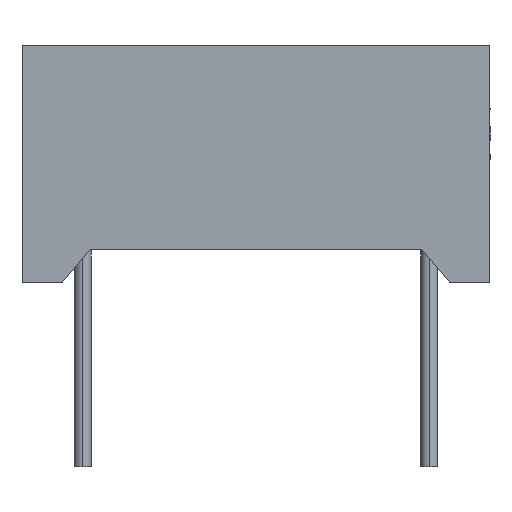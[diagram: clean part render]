
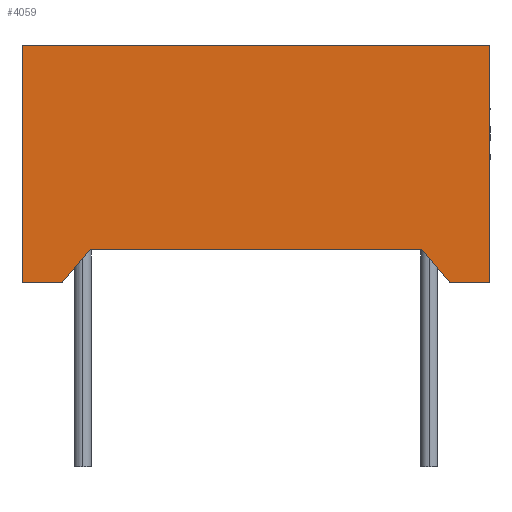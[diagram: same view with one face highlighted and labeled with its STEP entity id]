
A CAD part, left-side view. The second image highlights one B-rep face of the part: STEP entity #4059.
In plain terms, the highlighted planar face has unit normal (-1, 0, 0).
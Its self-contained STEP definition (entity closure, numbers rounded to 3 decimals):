
#319 = VERTEX_POINT ( 'NONE', #13111 ) ;
#769 = ORIENTED_EDGE ( 'NONE', *, *, #1833, .T. ) ;
#1061 = DIRECTION ( 'NONE',  ( 1., 0., 0. ) ) ;
#1419 = CARTESIAN_POINT ( 'NONE',  ( -15., 7., 7.1 ) ) ;
#1471 = LINE ( 'NONE', #8314, #8341 ) ;
#1833 = EDGE_CURVE ( 'NONE', #6923, #319, #6642, .T. ) ;
#2019 = EDGE_CURVE ( 'NONE', #9292, #3459, #9663, .T. ) ;
#2467 = CARTESIAN_POINT ( 'NONE',  ( -15., 7., 7.1 ) ) ;
#2472 = ORIENTED_EDGE ( 'NONE', *, *, #5293, .F. ) ;
#3137 = DIRECTION ( 'NONE',  ( 0., 0.643, -0.766 ) ) ;
#3314 = LINE ( 'NONE', #14633, #16494 ) ;
#3331 = EDGE_CURVE ( 'NONE', #11176, #14517, #12469, .T. ) ;
#3459 = VERTEX_POINT ( 'NONE', #11779 ) ;
#3565 = CARTESIAN_POINT ( 'NONE',  ( -15., 4.961, 1. ) ) ;
#4059 = ADVANCED_FACE ( 'NONE', ( #14016 ), #15759, .F. ) ;
#5032 = DIRECTION ( 'NONE',  ( 0., -1., 0. ) ) ;
#5036 = CARTESIAN_POINT ( 'NONE',  ( -15., -7., 7.1 ) ) ;
#5104 = ORIENTED_EDGE ( 'NONE', *, *, #15894, .T. ) ;
#5236 = CARTESIAN_POINT ( 'NONE',  ( -15., 4.961, 1. ) ) ;
#5293 = EDGE_CURVE ( 'NONE', #3459, #319, #11788, .T. ) ;
#6331 = VERTEX_POINT ( 'NONE', #3565 ) ;
#6368 = CARTESIAN_POINT ( 'NONE',  ( -15., 5.8, 0. ) ) ;
#6641 = EDGE_CURVE ( 'NONE', #6331, #14517, #8108, .T. ) ;
#6642 = LINE ( 'NONE', #19989, #9983 ) ;
#6712 = VECTOR ( 'NONE', #12691, 1000. ) ;
#6868 = DIRECTION ( 'NONE',  ( 0., 0., -1. ) ) ;
#6923 = VERTEX_POINT ( 'NONE', #7749 ) ;
#7549 = CARTESIAN_POINT ( 'NONE',  ( -15., -4.961, 1. ) ) ;
#7657 = DIRECTION ( 'NONE',  ( 0., 0., -1. ) ) ;
#7749 = CARTESIAN_POINT ( 'NONE',  ( -15., -5.8, 0. ) ) ;
#8108 = LINE ( 'NONE', #6368, #8164 ) ;
#8164 = VECTOR ( 'NONE', #3137, 1000. ) ;
#8313 = EDGE_CURVE ( 'NONE', #9943, #6331, #17018, .T. ) ;
#8314 = CARTESIAN_POINT ( 'NONE',  ( -15., -4.961, 1. ) ) ;
#8341 = VECTOR ( 'NONE', #19927, 1000. ) ;
#9292 = VERTEX_POINT ( 'NONE', #9850 ) ;
#9663 = LINE ( 'NONE', #1419, #20441 ) ;
#9850 = CARTESIAN_POINT ( 'NONE',  ( -15., 7., 7.1 ) ) ;
#9943 = VERTEX_POINT ( 'NONE', #7549 ) ;
#9983 = VECTOR ( 'NONE', #5032, 1000. ) ;
#10269 = ORIENTED_EDGE ( 'NONE', *, *, #3331, .T. ) ;
#11087 = CARTESIAN_POINT ( 'NONE',  ( -15., 7., 0. ) ) ;
#11176 = VERTEX_POINT ( 'NONE', #11087 ) ;
#11736 = EDGE_CURVE ( 'NONE', #6923, #9943, #1471, .T. ) ;
#11779 = CARTESIAN_POINT ( 'NONE',  ( -15., -7., 7.1 ) ) ;
#11788 = LINE ( 'NONE', #5036, #20011 ) ;
#11948 = CARTESIAN_POINT ( 'NONE',  ( -15., 5.8, 0. ) ) ;
#12469 = LINE ( 'NONE', #14000, #6712 ) ;
#12691 = DIRECTION ( 'NONE',  ( 0., -1., 0. ) ) ;
#12943 = ORIENTED_EDGE ( 'NONE', *, *, #2019, .F. ) ;
#13111 = CARTESIAN_POINT ( 'NONE',  ( -15., -7., 0. ) ) ;
#13412 = EDGE_LOOP ( 'NONE', ( #10269, #16845, #21003, #17501, #769, #2472, #12943, #5104 ) ) ;
#13622 = AXIS2_PLACEMENT_3D ( 'NONE', #2467, #1061, #7657 ) ;
#14000 = CARTESIAN_POINT ( 'NONE',  ( -15., 7., 0. ) ) ;
#14016 = FACE_OUTER_BOUND ( 'NONE', #13412, .T. ) ;
#14517 = VERTEX_POINT ( 'NONE', #11948 ) ;
#14633 = CARTESIAN_POINT ( 'NONE',  ( -15., 7., 7.1 ) ) ;
#15759 = PLANE ( 'NONE',  #13622 ) ;
#15894 = EDGE_CURVE ( 'NONE', #9292, #11176, #3314, .T. ) ;
#16494 = VECTOR ( 'NONE', #21317, 1000. ) ;
#16845 = ORIENTED_EDGE ( 'NONE', *, *, #6641, .F. ) ;
#17018 = LINE ( 'NONE', #5236, #17748 ) ;
#17501 = ORIENTED_EDGE ( 'NONE', *, *, #11736, .F. ) ;
#17748 = VECTOR ( 'NONE', #18877, 1000. ) ;
#18877 = DIRECTION ( 'NONE',  ( 0., 1., 0. ) ) ;
#19627 = DIRECTION ( 'NONE',  ( 0., -1., 0. ) ) ;
#19927 = DIRECTION ( 'NONE',  ( 0., 0.643, 0.766 ) ) ;
#19989 = CARTESIAN_POINT ( 'NONE',  ( -15., 7., 0. ) ) ;
#20011 = VECTOR ( 'NONE', #6868, 1000. ) ;
#20441 = VECTOR ( 'NONE', #19627, 1000. ) ;
#21003 = ORIENTED_EDGE ( 'NONE', *, *, #8313, .F. ) ;
#21317 = DIRECTION ( 'NONE',  ( 0., 0., -1. ) ) ;
